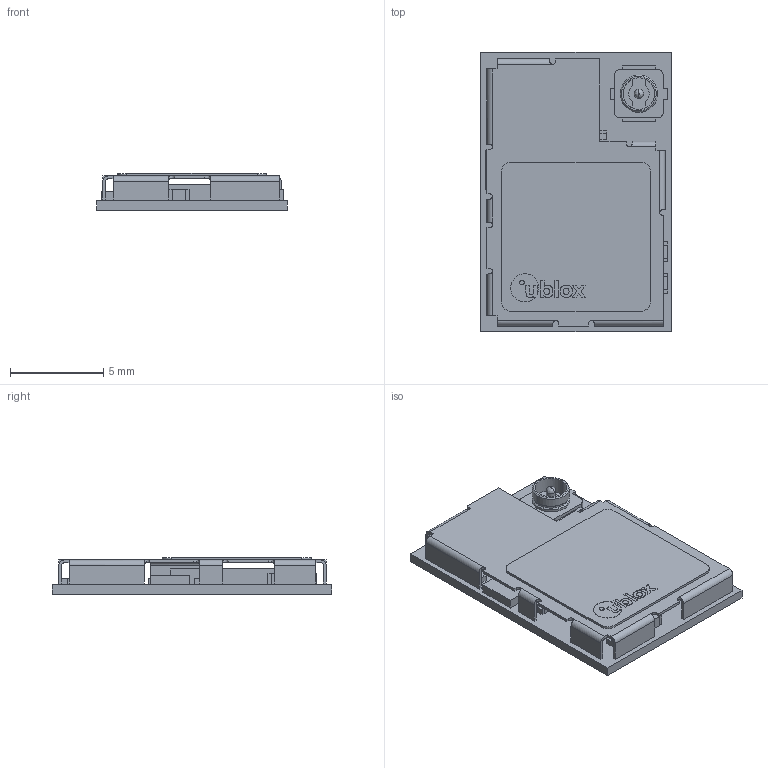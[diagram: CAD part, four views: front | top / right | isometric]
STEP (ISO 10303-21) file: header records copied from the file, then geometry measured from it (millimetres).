
FILE_DESCRIPTION (( 'STEP AP214' ), '1' );
FILE_NAME ('BMD-345.STEP', '2020-06-10T23:04:45', ( '' ), ( '' ), 'SwSTEP 2.0', 'SolidWorks 2017', '' );
FILE_SCHEMA (( 'AUTOMOTIVE_DESIGN' ));
Length unit declared in the file: millimetre
Products named in the file (172): C18; L7; 6568136032002; C16; 6568142672004; L4; 5987956464; 6568143232023; label_with_logo_8x8; 6568142352013; 6568142352; 6568142352014; 6568142672002; 6568136032; 6568136432; 6568143232010; Extruded099; 6568142672012; 6568142672017; Open_CASCADE_STEP_translator_6.8_6.1.1; 6568142352017; 6568142352004; 6568143232024; Extruded068; 6568142672010; X1; 5987957904005; BMD_340_PA_shield_rev1_0302_Color_Edit; C26; 6568143232; logo_o_4mm; 6568143232011; 6568142352016; R3; 5987955824; logo_b_4mm; 5987956464003; C13; 6568142672005; 6568143232012 ...
Assembly tree (263 placements, depth 4):
  BMD-345
    Board
      Open_CASCADE_STEP_translator_6.8_6.1.1
    R1
      5987956464
        Extruded013
      5987957904
        Extruded015
      5987957904001
        Extruded015
    C14
      6568143232
        Extruded098
      6568143232001
        Extruded098
      6568142672
        Extruded099
    J1
      U.FL-R-SMT-1
    U2
      5987955824
        Extruded006
    R5
      5987956464001
        Extruded013
      5987957904002
        Extruded015
      5987957904003
        Extruded015
    R4
      5987956464002
        Extruded013
      5987957904004
        Extruded015
      5987957904005
        Extruded015
    R3
      5987956464003
        Extruded013
      5987957904006
        Extruded015
      5987957904007
        Extruded015
    L7
      6568142352
        Extruded104
      6568142352001
        Extruded104
      6568133472
        Extruded102
    L6
      6568143232002
        Extruded098
      6568143232003
        Extruded098
      6568133472001
        Extruded102
    C23
      6568143232004
        Extruded098
Bounding box: 10.2 x 15 x 2 mm (x, y, z)
Volume: 163.6 mm3; surface area: 1058.5 mm2
Topology: 188 solids, 188 shells, 1634 faces, 3739 edges, 2484 vertices
Faces by surface type: plane 1225, cylinder 346, bspline 57, cone 6
Entity records: 39860 total; most frequent: CARTESIAN_POINT 7008, DIRECTION 6053, ORIENTED_EDGE 5270, EDGE_CURVE 2635, AXIS2_PLACEMENT_3D 2117, LINE 1819, VECTOR 1819, VERTEX_POINT 1748
